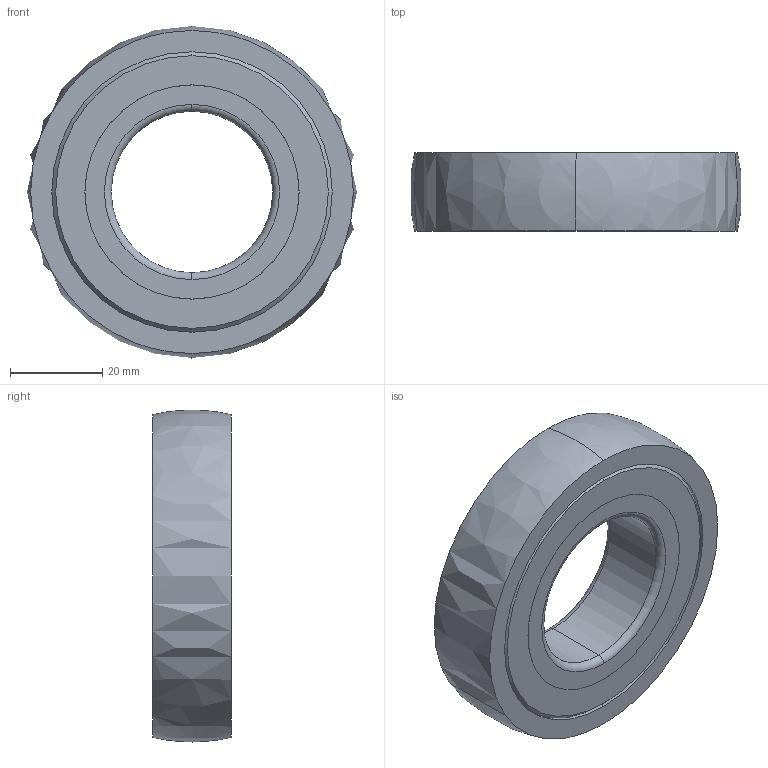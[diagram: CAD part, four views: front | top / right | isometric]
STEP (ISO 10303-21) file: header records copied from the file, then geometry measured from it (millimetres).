
FILE_DESCRIPTION(('starvars output'),'2;1');
FILE_NAME('CS207LLU_3D.stp','21:09:18 2020/09/25',( 'Thomas Industrial Network Germany GmbH'),( 'Thomas Industrial Network Germany GmbH'),'unknown preprocess','ACIS' ,'unknown authorization');
FILE_SCHEMA(('AUTOMOTIVE_DESIGN_CC2 {UNKNOWN IMPLEMENTATION LEVEL}'));
Length unit declared in the file: millimetre
Products named in the file (1): PRODUCT_ID_1
Bounding box: 71.55 x 17 x 72 mm (x, y, z)
Volume: 41226.2 mm3; surface area: 24830.6 mm2
Topology: 1 solids, 1 shells, 132 faces, 482 edges, 306 vertices
Faces by surface type: torus 60, sphere 30, cylinder 26, plane 12, cone 4
Entity records: 7377 total; most frequent: CARTESIAN_POINT 3364, ORIENTED_EDGE 860, EDGE_CURVE 430, DIRECTION 310, VERTEX_POINT 282, B_SPLINE_CURVE_WITH_KNOTS 224, EDGE_LOOP 144, FACE_BOUND 144
